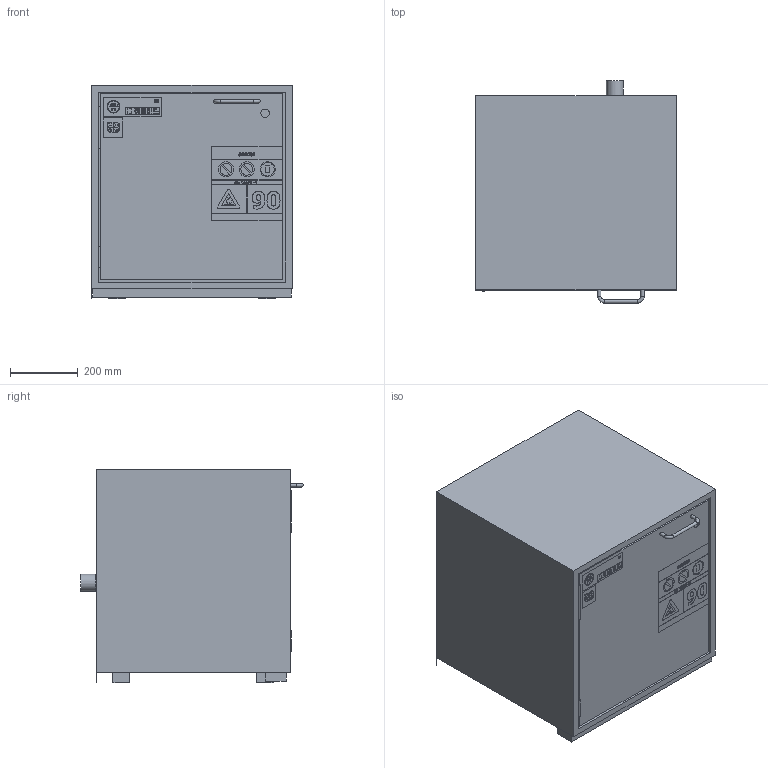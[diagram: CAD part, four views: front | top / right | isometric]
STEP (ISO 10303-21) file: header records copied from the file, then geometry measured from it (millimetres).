
FILE_DESCRIPTION(/* description */ (''),/* implementation_level */ '2;1');
FILE_NAME(/* name */ 'UB90.060.059.T_30481-001-30485_CD.stp',/* time_stamp */ '2017-03-21T14:54:00+01:00',/* author */ ('pproduktmanagement'),/* organization */ (''),/* preprocessor_version */ 'ST-DEVELOPER v16.5',/* originating_system */ 'Autodesk Inventor 2017',/* authorisation */ '');
FILE_SCHEMA (('CONFIG_CONTROL_DESIGN','AUTOMOTIVE_DESIGN { 1 0 10303 214 3 1 1 }'));
Length unit declared in the file: millimetre
Products named in the file (2): UB90.060.059.T_30481-001_alles verbaut; UB90.060.059.T_30481-001-30485_CD
Assembly tree (1 placements, depth 2):
  UB90.060.059.T_30481-001_alles verbaut
    UB90.060.059.T_30481-001-30485_CD
Bounding box: 593 x 658.04 x 630.88 mm (x, y, z)
Volume: 101972178.5 mm3; surface area: 5374685.2 mm2
Topology: 7 solids, 10 shells, 691 faces, 1739 edges, 1152 vertices
Faces by surface type: plane 494, bspline 135, cylinder 60, torus 2
Full cylindrical faces by diameter (mm): 5 x3, 10 x3, 20 x16, 25 x1, 33.8 x1, 37.8 x1, 40 x1, 45 x3, 50 x5
Entity records: 22182 total; most frequent: CARTESIAN_POINT 5689, ORIENTED_EDGE 3418, DIRECTION 2674, EDGE_CURVE 1706, LINE 1316, VECTOR 1316, VERTEX_POINT 1152, EDGE_LOOP 847
